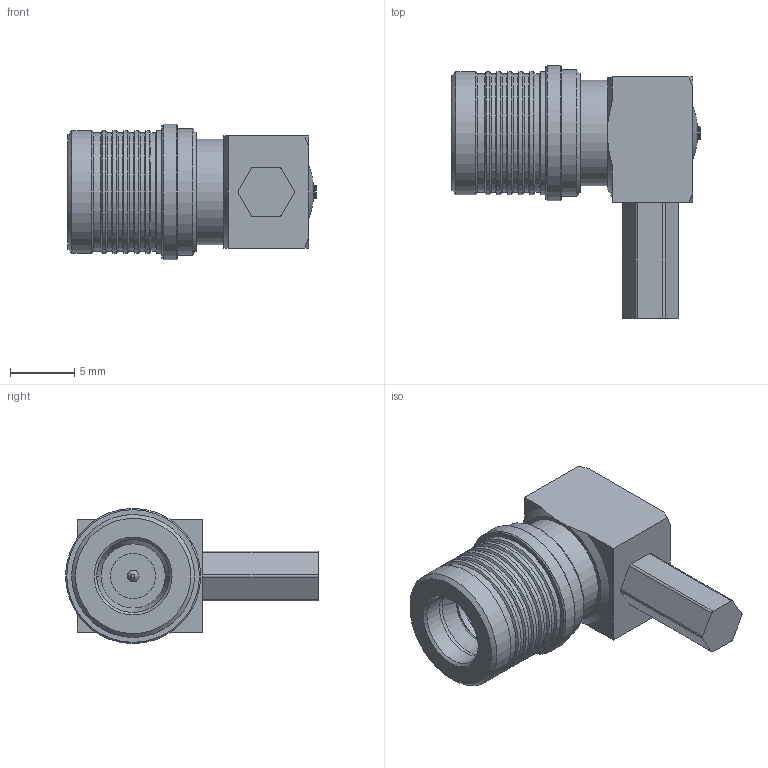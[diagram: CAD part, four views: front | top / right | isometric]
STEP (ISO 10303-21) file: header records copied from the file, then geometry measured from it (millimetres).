
FILE_DESCRIPTION (( 'STEP AP203' ), '1' );
FILE_NAME ('R123.174.000G.STEP', '2012-03-07T06:08:40', ( 'Radiall' ), ( '' ), 'SwSTEP 2.0', 'SolidWorks 2011', '' );
FILE_SCHEMA (( 'CONFIG_CONTROL_DESIGN' ));
Length unit declared in the file: millimetre
Products named in the file (1): R123.174.000G
Bounding box: 19.28 x 19.65 x 10.5 mm (x, y, z)
Volume: 1300.2 mm3; surface area: 1157.3 mm2
Topology: 1 solids, 1 shells, 100 faces, 234 edges, 148 vertices
Faces by surface type: cylinder 33, cone 28, plane 27, bspline 11, torus 1
Full cylindrical faces by diameter (mm): 0.93 x1, 1 x1, 3.5 x1, 4.991 x2, 5.5 x1, 5.55 x1, 5.592 x1, 5.65 x1, 5.842 x1, 8.2 x1, 8.55 x1, 9.2 x6, 9.55 x7, 9.8 x1, 10.5 x1
Entity records: 3098 total; most frequent: CARTESIAN_POINT 1090, DIRECTION 410, ORIENTED_EDGE 328, AXIS2_PLACEMENT_3D 184, EDGE_CURVE 164, EDGE_LOOP 162, FACE_OUTER_BOUND 129, VERTEX_POINT 128
